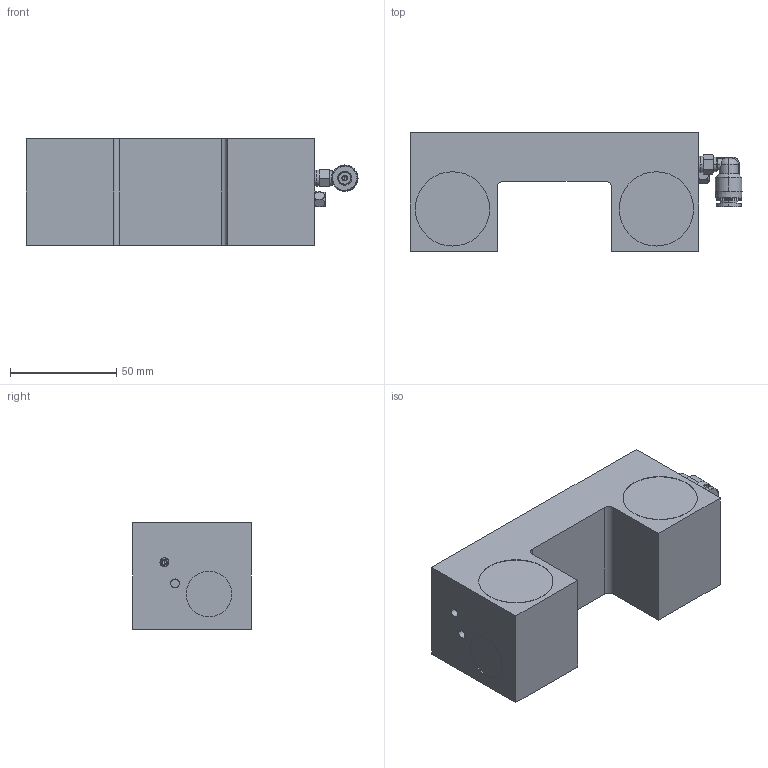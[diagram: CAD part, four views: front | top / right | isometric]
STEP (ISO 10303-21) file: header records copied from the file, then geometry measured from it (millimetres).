
FILE_DESCRIPTION (( 'STEP AP203' ), '1' );
FILE_NAME ('FK55B¹öÖéÆøÑ¹³£¿ª.STEP', '2023-08-14T07:01:22', ( '' ), ( '' ), 'SwSTEP 2.0', 'SolidWorks 2021', '' );
FILE_SCHEMA (( 'CONFIG_CONTROL_DESIGN' ));
Length unit declared in the file: millimetre
Products named in the file (4): FK55B幗紩ァ揤都羲; FK55B; M5秏汒ん1; PL6M5
Assembly tree (3 placements, depth 2):
  FK55B幗紩ァ揤都羲
    FK55B
    M5秏汒ん1
    PL6M5
Bounding box: 156.35 x 56 x 50 mm (x, y, z)
Volume: 285396.6 mm3; surface area: 41806 mm2
Topology: 3 solids, 3 shells, 179 faces, 405 edges, 241 vertices
Faces by surface type: cylinder 59, cone 49, plane 49, bspline 14, torus 8
Entity records: 5939 total; most frequent: CARTESIAN_POINT 1606, DIRECTION 858, ORIENTED_EDGE 790, EDGE_CURVE 395, AXIS2_PLACEMENT_3D 357, VERTEX_POINT 241, EDGE_LOOP 204, CIRCLE 186
